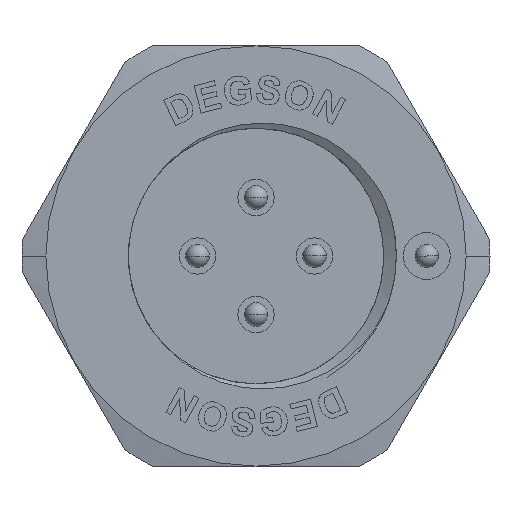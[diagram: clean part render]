
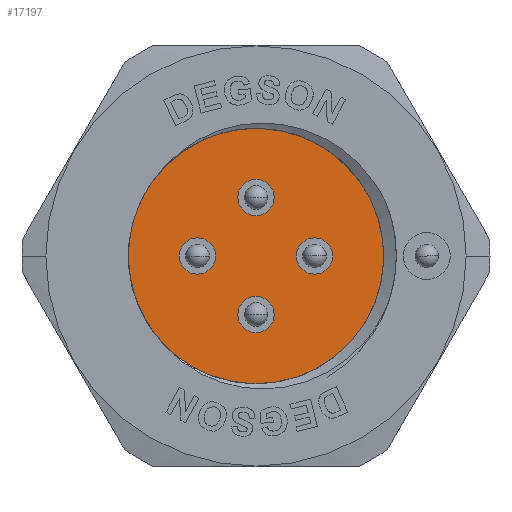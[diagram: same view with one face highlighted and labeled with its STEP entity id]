
A CAD part, left-side view. The second image highlights one B-rep face of the part: STEP entity #17197.
In plain terms, the highlighted planar face has unit normal (-1, 0, 0).
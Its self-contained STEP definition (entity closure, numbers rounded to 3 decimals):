
#5560=CARTESIAN_POINT('',(-1.7,0.,0.));
#5561=DIRECTION('',(-1.,0.,0.));
#5562=DIRECTION('',(0.,1.,0.));
#5563=AXIS2_PLACEMENT_3D('',#5560,#5561,#5562);
#5614=CARTESIAN_POINT('',(-1.7,0.,0.));
#5615=DIRECTION('',(-1.,0.,0.));
#5616=DIRECTION('',(0.,0.453,0.891));
#5617=AXIS2_PLACEMENT_3D('',#5614,#5615,#5616);
#5619=CARTESIAN_POINT('',(-1.7,0.,0.));
#5620=DIRECTION('',(-1.,0.,0.));
#5621=DIRECTION('',(0.,-0.893,0.45));
#5622=AXIS2_PLACEMENT_3D('',#5619,#5620,#5621);
#5660=CARTESIAN_POINT('',(-1.7,2.474,4.866));
#6971=CARTESIAN_POINT('',(-1.7,2.5,0.));
#6972=DIRECTION('',(-1.,0.,0.));
#6973=DIRECTION('',(0.,-1.,0.));
#6974=AXIS2_PLACEMENT_3D('',#6971,#6972,#6973);
#6976=CARTESIAN_POINT('',(-1.7,2.5,0.));
#6977=DIRECTION('',(-1.,0.,0.));
#6978=DIRECTION('',(0.,1.,0.));
#6979=AXIS2_PLACEMENT_3D('',#6976,#6977,#6978);
#7037=CARTESIAN_POINT('',(-1.7,0.,2.5));
#7038=DIRECTION('',(-1.,0.,0.));
#7039=DIRECTION('',(0.,-1.,0.));
#7040=AXIS2_PLACEMENT_3D('',#7037,#7038,#7039);
#7042=CARTESIAN_POINT('',(-1.7,0.,2.5));
#7043=DIRECTION('',(-1.,0.,0.));
#7044=DIRECTION('',(0.,1.,0.));
#7045=AXIS2_PLACEMENT_3D('',#7042,#7043,#7044);
#7103=CARTESIAN_POINT('',(-1.7,0.,-2.5));
#7104=DIRECTION('',(-1.,0.,0.));
#7105=DIRECTION('',(0.,-1.,0.));
#7106=AXIS2_PLACEMENT_3D('',#7103,#7104,#7105);
#7108=CARTESIAN_POINT('',(-1.7,0.,-2.5));
#7109=DIRECTION('',(-1.,0.,0.));
#7110=DIRECTION('',(0.,1.,0.));
#7111=AXIS2_PLACEMENT_3D('',#7108,#7109,#7110);
#7169=CARTESIAN_POINT('',(-1.7,-2.5,0.));
#7170=DIRECTION('',(-1.,0.,0.));
#7171=DIRECTION('',(0.,-1.,0.));
#7172=AXIS2_PLACEMENT_3D('',#7169,#7170,#7171);
#7174=CARTESIAN_POINT('',(-1.7,-2.5,0.));
#7175=DIRECTION('',(-1.,0.,0.));
#7176=DIRECTION('',(0.,1.,0.));
#7177=AXIS2_PLACEMENT_3D('',#7174,#7175,#7176);
#10638=CARTESIAN_POINT('',(-1.7,1.725,0.));
#10639=CARTESIAN_POINT('',(-1.7,3.275,0.));
#10640=VERTEX_POINT('',#10638);
#10641=VERTEX_POINT('',#10639);
#10642=CARTESIAN_POINT('',(-1.7,-0.775,2.5));
#10643=CARTESIAN_POINT('',(-1.7,0.775,2.5));
#10644=VERTEX_POINT('',#10642);
#10645=VERTEX_POINT('',#10643);
#10646=CARTESIAN_POINT('',(-1.7,-0.775,-2.5));
#10647=CARTESIAN_POINT('',(-1.7,0.775,-2.5));
#10648=VERTEX_POINT('',#10646);
#10649=VERTEX_POINT('',#10647);
#10650=CARTESIAN_POINT('',(-1.7,-3.275,0.));
#10651=CARTESIAN_POINT('',(-1.7,-1.725,0.));
#10652=VERTEX_POINT('',#10650);
#10653=VERTEX_POINT('',#10651);
#10667=VERTEX_POINT('',#5660);
#10680=CARTESIAN_POINT('',(-1.7,-4.874,2.457));
#10681=VERTEX_POINT('',#10680);
#10685=CARTESIAN_POINT('',(-1.7,5.459,0.));
#10686=VERTEX_POINT('',#10685);
#17161=CARTESIAN_POINT('',(-1.7,3.317,6.25));
#17162=DIRECTION('',(1.,0.,0.));
#17163=DIRECTION('',(0.,-1.,0.));
#17164=AXIS2_PLACEMENT_3D('',#17161,#17162,#17163);
#17165=PLANE('',#17164);
#17167=ORIENTED_EDGE('',*,*,#17166,.F.);
#17168=ORIENTED_EDGE('',*,*,#17075,.F.);
#17170=ORIENTED_EDGE('',*,*,#17169,.F.);
#17171=EDGE_LOOP('',(#17167,#17168,#17170));
#17172=FACE_OUTER_BOUND('',#17171,.F.);
#17174=ORIENTED_EDGE('',*,*,#17173,.T.);
#17176=ORIENTED_EDGE('',*,*,#17175,.T.);
#17177=EDGE_LOOP('',(#17174,#17176));
#17178=FACE_BOUND('',#17177,.F.);
#17180=ORIENTED_EDGE('',*,*,#17179,.T.);
#17182=ORIENTED_EDGE('',*,*,#17181,.T.);
#17183=EDGE_LOOP('',(#17180,#17182));
#17184=FACE_BOUND('',#17183,.F.);
#17186=ORIENTED_EDGE('',*,*,#17185,.T.);
#17188=ORIENTED_EDGE('',*,*,#17187,.T.);
#17189=EDGE_LOOP('',(#17186,#17188));
#17190=FACE_BOUND('',#17189,.F.);
#17192=ORIENTED_EDGE('',*,*,#17191,.T.);
#17194=ORIENTED_EDGE('',*,*,#17193,.T.);
#17195=EDGE_LOOP('',(#17192,#17194));
#17196=FACE_BOUND('',#17195,.F.);
#17197=ADVANCED_FACE('',(#17172,#17178,#17184,#17190,#17196),#17165,.F.);
#5564=CIRCLE('',#5563,5.459);
#5618=CIRCLE('',#5617,5.459);
#5623=CIRCLE('',#5622,5.459);
#6975=CIRCLE('',#6974,0.775);
#6980=CIRCLE('',#6979,0.775);
#7041=CIRCLE('',#7040,0.775);
#7046=CIRCLE('',#7045,0.775);
#7107=CIRCLE('',#7106,0.775);
#7112=CIRCLE('',#7111,0.775);
#7173=CIRCLE('',#7172,0.775);
#7178=CIRCLE('',#7177,0.775);
#17075=EDGE_CURVE('',#10686,#10681,#5564,.T.);
#17166=EDGE_CURVE('',#10681,#10667,#5623,.T.);
#17169=EDGE_CURVE('',#10667,#10686,#5618,.T.);
#17173=EDGE_CURVE('',#10640,#10641,#6975,.T.);
#17175=EDGE_CURVE('',#10641,#10640,#6980,.T.);
#17179=EDGE_CURVE('',#10644,#10645,#7041,.T.);
#17181=EDGE_CURVE('',#10645,#10644,#7046,.T.);
#17185=EDGE_CURVE('',#10648,#10649,#7107,.T.);
#17187=EDGE_CURVE('',#10649,#10648,#7112,.T.);
#17191=EDGE_CURVE('',#10652,#10653,#7173,.T.);
#17193=EDGE_CURVE('',#10653,#10652,#7178,.T.);
